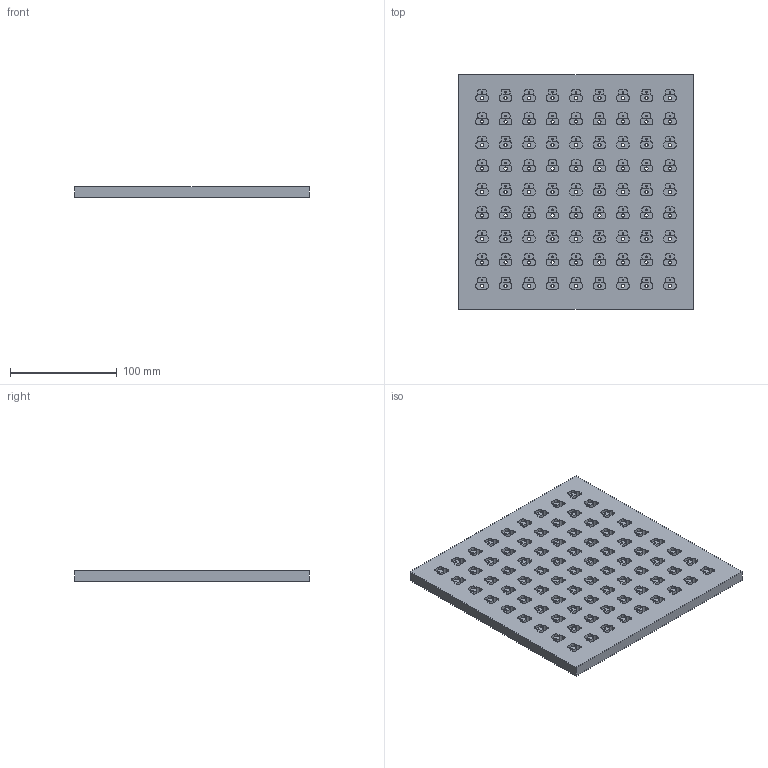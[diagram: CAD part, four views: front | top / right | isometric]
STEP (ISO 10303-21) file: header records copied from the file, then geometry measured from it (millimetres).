
FILE_DESCRIPTION(/* description */ (''),/* implementation_level */ '2;1');
FILE_NAME(/* name */ '9x9_board v7.step',/* time_stamp */ '2021-04-06T21:25:45+02:00',/* author */ (''),/* organization */ (''),/* preprocessor_version */ 'ST-DEVELOPER v18.1',/* originating_system */ 'Autodesk Translation Framework v9.10.0.1330',/* authorisation */ '');
FILE_SCHEMA (('AUTOMOTIVE_DESIGN { 1 0 10303 214 3 1 1 }'));
Length unit declared in the file: millimetre
Products named in the file (1): 9x9_board
Bounding box: 220 x 220 x 10 mm (x, y, z)
Volume: 434361.8 mm3; surface area: 129602.8 mm2
Topology: 1 solids, 1 shells, 1545 faces, 4386 edges, 2924 vertices
Faces by surface type: cylinder 810, plane 735
Full cylindrical faces by diameter (mm): 1.5 x81, 3 x81
Entity records: 51381 total; most frequent: DIRECTION 9098, CARTESIAN_POINT 8856, ORIENTED_EDGE 8772, EDGE_CURVE 4386, AXIS2_PLACEMENT_3D 3166, VERTEX_POINT 2924, LINE 2766, VECTOR 2766
